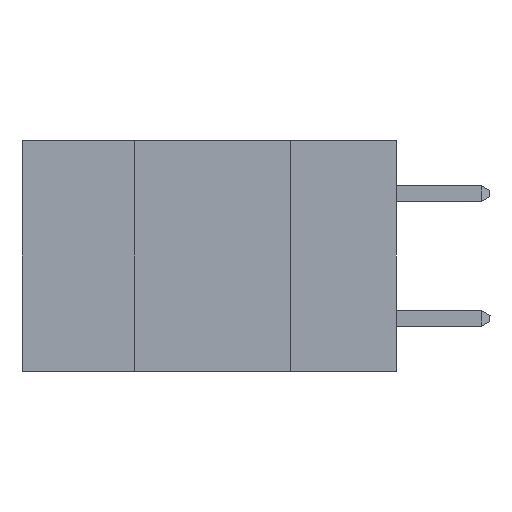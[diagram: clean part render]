
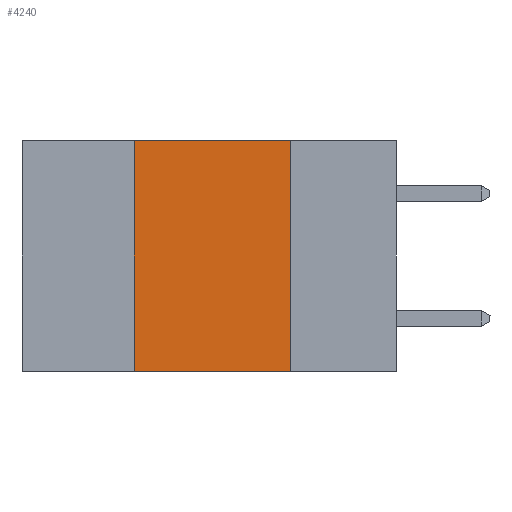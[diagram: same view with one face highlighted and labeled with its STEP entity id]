
A CAD part, left-side view. The second image highlights one B-rep face of the part: STEP entity #4240.
In plain terms, the highlighted planar face has unit normal (-1, 0, 0).
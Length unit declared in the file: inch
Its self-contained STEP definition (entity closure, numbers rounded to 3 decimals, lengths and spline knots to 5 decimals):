
#303 = CARTESIAN_POINT ( 'NONE',  ( 0., 0.17, -0.37 ) ) ;
#468 = VECTOR ( 'NONE', #4854, 39.37008 ) ;
#691 = CARTESIAN_POINT ( 'NONE',  ( 0., 0.42, 0. ) ) ;
#1151 = LINE ( 'NONE', #4713, #8212 ) ;
#1615 = DIRECTION ( 'NONE',  ( 0., 0., -1. ) ) ;
#1617 = DIRECTION ( 'NONE',  ( 1., 0., 0. ) ) ;
#1675 = PLANE ( 'NONE',  #2657 ) ;
#1803 = DIRECTION ( 'NONE',  ( 0., -1., 0. ) ) ;
#1850 = CARTESIAN_POINT ( 'NONE',  ( 0., 0.6, 0. ) ) ;
#2109 = VECTOR ( 'NONE', #10744, 39.37008 ) ;
#2383 = EDGE_CURVE ( 'NONE', #5962, #5440, #7139, .T. ) ;
#2635 = LINE ( 'NONE', #8806, #9354 ) ;
#2657 = AXIS2_PLACEMENT_3D ( 'NONE', #1850, #1617, #1615 ) ;
#2681 = EDGE_LOOP ( 'NONE', ( #3508, #3784, #3473, #4163 ) ) ;
#2736 = CARTESIAN_POINT ( 'NONE',  ( 0., 0.42, -0.37 ) ) ;
#2857 = LINE ( 'NONE', #303, #468 ) ;
#3473 = ORIENTED_EDGE ( 'NONE', *, *, #7179, .F. ) ;
#3508 = ORIENTED_EDGE ( 'NONE', *, *, #11186, .F. ) ;
#3784 = ORIENTED_EDGE ( 'NONE', *, *, #2383, .F. ) ;
#4163 = ORIENTED_EDGE ( 'NONE', *, *, #7737, .T. ) ;
#4240 = ADVANCED_FACE ( 'NONE', ( #4715 ), #1675, .F. ) ;
#4713 = CARTESIAN_POINT ( 'NONE',  ( 0., 0.42, -0.37 ) ) ;
#4715 = FACE_OUTER_BOUND ( 'NONE', #2681, .T. ) ;
#4828 = VERTEX_POINT ( 'NONE', #6848 ) ;
#4854 = DIRECTION ( 'NONE',  ( 0., 0., -1. ) ) ;
#5117 = VERTEX_POINT ( 'NONE', #2736 ) ;
#5440 = VERTEX_POINT ( 'NONE', #8887 ) ;
#5697 = DIRECTION ( 'NONE',  ( 0., 0., 1. ) ) ;
#5962 = VERTEX_POINT ( 'NONE', #691 ) ;
#6154 = CARTESIAN_POINT ( 'NONE',  ( 0., 0.6, 0. ) ) ;
#6848 = CARTESIAN_POINT ( 'NONE',  ( 0., 0.17, -0.37 ) ) ;
#7139 = LINE ( 'NONE', #6154, #2109 ) ;
#7179 = EDGE_CURVE ( 'NONE', #5117, #5962, #1151, .T. ) ;
#7737 = EDGE_CURVE ( 'NONE', #5117, #4828, #2635, .T. ) ;
#8212 = VECTOR ( 'NONE', #5697, 39.37008 ) ;
#8806 = CARTESIAN_POINT ( 'NONE',  ( 0., 0.6, -0.37 ) ) ;
#8887 = CARTESIAN_POINT ( 'NONE',  ( 0., 0.17, 0. ) ) ;
#9354 = VECTOR ( 'NONE', #1803, 39.37008 ) ;
#10744 = DIRECTION ( 'NONE',  ( 0., -1., 0. ) ) ;
#11186 = EDGE_CURVE ( 'NONE', #5440, #4828, #2857, .T. ) ;
